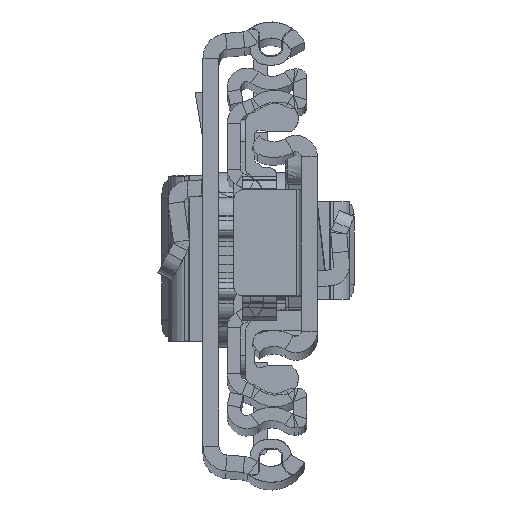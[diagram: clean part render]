
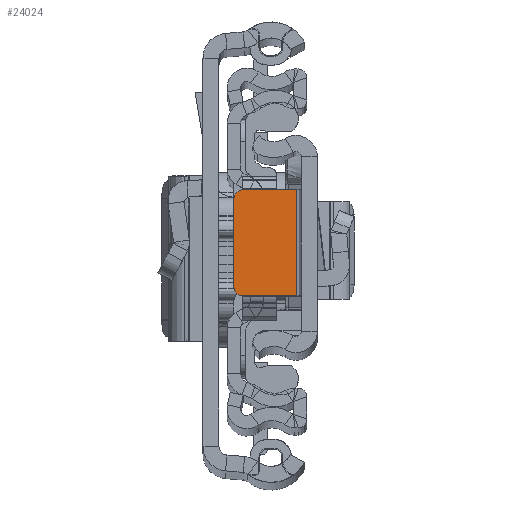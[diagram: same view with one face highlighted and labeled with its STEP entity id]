
A CAD part, top view. The second image highlights one B-rep face of the part: STEP entity #24024.
In plain terms, the highlighted planar face has unit normal (0, 0, 1).
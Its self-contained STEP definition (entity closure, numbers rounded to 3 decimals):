
#43 = LINE ( 'NONE', #27745, #9751 ) ;
#175 = LINE ( 'NONE', #20334, #14668 ) ;
#912 = EDGE_CURVE ( 'NONE', #14962, #26648, #175, .T. ) ;
#1931 = CARTESIAN_POINT ( 'NONE',  ( 0., 0., -6.8 ) ) ;
#2235 = DIRECTION ( 'NONE',  ( 1., 0., 0. ) ) ;
#3362 = ORIENTED_EDGE ( 'NONE', *, *, #19664, .T. ) ;
#3694 = VECTOR ( 'NONE', #2235, 1000. ) ;
#4034 = ORIENTED_EDGE ( 'NONE', *, *, #19494, .T. ) ;
#5880 = DIRECTION ( 'NONE',  ( 1., 0., 0. ) ) ;
#5935 = ORIENTED_EDGE ( 'NONE', *, *, #19604, .F. ) ;
#6122 = EDGE_CURVE ( 'NONE', #10062, #14962, #6915, .T. ) ;
#6223 = EDGE_LOOP ( 'NONE', ( #5935, #3362, #17045, #16222, #8221, #4034 ) ) ;
#6230 = CARTESIAN_POINT ( 'NONE',  ( -8.4, 5.151, -6.8 ) ) ;
#6685 = DIRECTION ( 'NONE',  ( 1., 0., 0. ) ) ;
#6915 = LINE ( 'NONE', #25110, #3694 ) ;
#8221 = ORIENTED_EDGE ( 'NONE', *, *, #6122, .F. ) ;
#8968 = CARTESIAN_POINT ( 'NONE',  ( -8.4, -4.849, -6.8 ) ) ;
#9294 = AXIS2_PLACEMENT_3D ( 'NONE', #8968, #27459, #6685 ) ;
#9751 = VECTOR ( 'NONE', #11558, 1000. ) ;
#10062 = VERTEX_POINT ( 'NONE', #14735 ) ;
#10502 = DIRECTION ( 'NONE',  ( 0., 0., 1. ) ) ;
#11220 = CIRCLE ( 'NONE', #16051, 1. ) ;
#11558 = DIRECTION ( 'NONE',  ( 0., 1., 0. ) ) ;
#13028 = VECTOR ( 'NONE', #25616, 1000. ) ;
#13460 = DIRECTION ( 'NONE',  ( 0., 0., 1. ) ) ;
#14668 = VECTOR ( 'NONE', #25469, 1000. ) ;
#14735 = CARTESIAN_POINT ( 'NONE',  ( -8.4, 6.151, -6.8 ) ) ;
#14962 = VERTEX_POINT ( 'NONE', #16564 ) ;
#15103 = CIRCLE ( 'NONE', #9294, 1. ) ;
#15570 = CARTESIAN_POINT ( 'NONE',  ( -2.3, -5.849, -6.8 ) ) ;
#16051 = AXIS2_PLACEMENT_3D ( 'NONE', #6230, #10502, #20207 ) ;
#16222 = ORIENTED_EDGE ( 'NONE', *, *, #912, .F. ) ;
#16564 = CARTESIAN_POINT ( 'NONE',  ( -2.3, 6.151, -6.8 ) ) ;
#16650 = CARTESIAN_POINT ( 'NONE',  ( -9.4, 5.151, -6.8 ) ) ;
#17045 = ORIENTED_EDGE ( 'NONE', *, *, #17597, .F. ) ;
#17597 = EDGE_CURVE ( 'NONE', #26648, #26276, #22311, .T. ) ;
#17782 = CARTESIAN_POINT ( 'NONE',  ( -9.4, -5.849, -6.8 ) ) ;
#18767 = CARTESIAN_POINT ( 'NONE',  ( -8.4, -5.849, -6.8 ) ) ;
#19494 = EDGE_CURVE ( 'NONE', #10062, #26184, #11220, .T. ) ;
#19604 = EDGE_CURVE ( 'NONE', #24128, #26184, #43, .T. ) ;
#19664 = EDGE_CURVE ( 'NONE', #24128, #26276, #15103, .T. ) ;
#19878 = AXIS2_PLACEMENT_3D ( 'NONE', #1931, #13460, #5880 ) ;
#20207 = DIRECTION ( 'NONE',  ( 1., 0., 0. ) ) ;
#20334 = CARTESIAN_POINT ( 'NONE',  ( -2.3, 6.151, -6.8 ) ) ;
#20428 = PLANE ( 'NONE',  #19878 ) ;
#22311 = LINE ( 'NONE', #17782, #13028 ) ;
#23130 = FACE_OUTER_BOUND ( 'NONE', #6223, .T. ) ;
#24024 = ADVANCED_FACE ( 'NONE', ( #23130 ), #20428, .T. ) ;
#24128 = VERTEX_POINT ( 'NONE', #27525 ) ;
#25110 = CARTESIAN_POINT ( 'NONE',  ( -1.8, 6.151, -6.8 ) ) ;
#25469 = DIRECTION ( 'NONE',  ( 0., -1., 0. ) ) ;
#25616 = DIRECTION ( 'NONE',  ( -1., 0., 0. ) ) ;
#26184 = VERTEX_POINT ( 'NONE', #16650 ) ;
#26276 = VERTEX_POINT ( 'NONE', #18767 ) ;
#26648 = VERTEX_POINT ( 'NONE', #15570 ) ;
#27459 = DIRECTION ( 'NONE',  ( 0., 0., 1. ) ) ;
#27525 = CARTESIAN_POINT ( 'NONE',  ( -9.4, -4.849, -6.8 ) ) ;
#27745 = CARTESIAN_POINT ( 'NONE',  ( -9.4, 6.151, -6.8 ) ) ;
